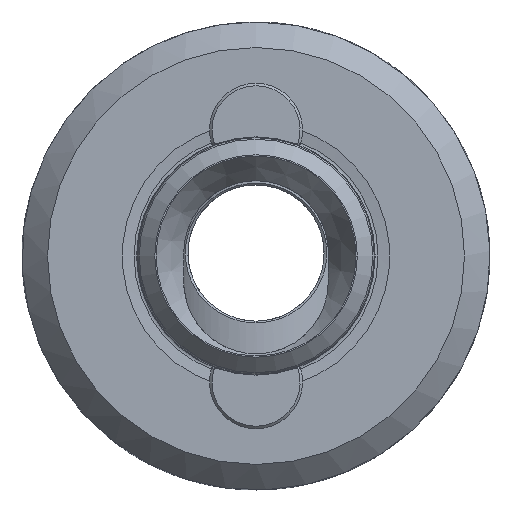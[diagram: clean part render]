
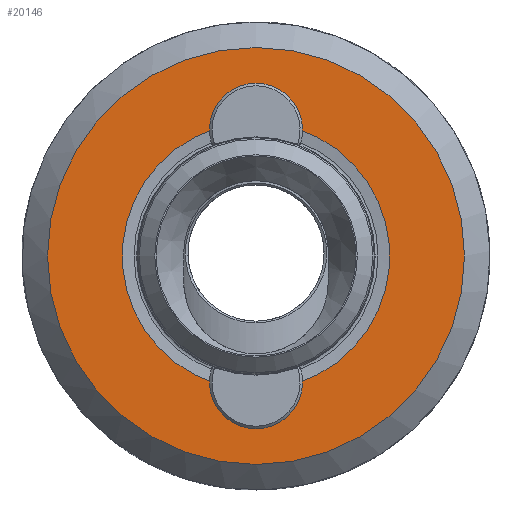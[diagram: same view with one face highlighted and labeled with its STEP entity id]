
A CAD part, left-side view. The second image highlights one B-rep face of the part: STEP entity #20146.
In plain terms, the highlighted planar face has unit normal (-1, 0, 0).
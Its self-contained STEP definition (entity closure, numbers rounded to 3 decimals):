
#320 = EDGE_CURVE ( 'NONE', #27677, #27677, #644, .T. ) ;
#441 = CARTESIAN_POINT ( 'NONE',  ( 0., 2.118, -15.572 ) ) ;
#644 = CIRCLE ( 'NONE', #20400, 24.5 ) ;
#2085 = PLANE ( 'NONE',  #28665 ) ;
#2448 = AXIS2_PLACEMENT_3D ( 'NONE', #23353, #12385, #25404 ) ;
#2466 = DIRECTION ( 'NONE',  ( -1., 0., 0. ) ) ;
#2857 = AXIS2_PLACEMENT_3D ( 'NONE', #24377, #2466, #4876 ) ;
#3331 = FACE_BOUND ( 'NONE', #5495, .T. ) ;
#4021 = DIRECTION ( 'NONE',  ( -1., 0., 0. ) ) ;
#4115 = EDGE_CURVE ( 'NONE', #9192, #16195, #13512, .T. ) ;
#4876 = DIRECTION ( 'NONE',  ( 0., 0., 1. ) ) ;
#5495 = EDGE_LOOP ( 'NONE', ( #25037, #21211, #14054, #22690 ) ) ;
#5606 = EDGE_LOOP ( 'NONE', ( #20595 ) ) ;
#5752 = CARTESIAN_POINT ( 'NONE',  ( 0., 0., 24.5 ) ) ;
#5776 = CARTESIAN_POINT ( 'NONE',  ( 0., -2.118, -15.572 ) ) ;
#6241 = CIRCLE ( 'NONE', #2448, 2.5 ) ;
#6449 = DIRECTION ( 'NONE',  ( 0., 0., -1. ) ) ;
#9192 = VERTEX_POINT ( 'NONE', #5776 ) ;
#10877 = DIRECTION ( 'NONE',  ( 1., 0., 0. ) ) ;
#12385 = DIRECTION ( 'NONE',  ( -1., 0., 0. ) ) ;
#13512 = CIRCLE ( 'NONE', #15925, 15.715 ) ;
#14054 = ORIENTED_EDGE ( 'NONE', *, *, #17559, .F. ) ;
#14875 = DIRECTION ( 'NONE',  ( 0., 0., 1. ) ) ;
#15795 = CIRCLE ( 'NONE', #2857, 15.715 ) ;
#15925 = AXIS2_PLACEMENT_3D ( 'NONE', #19215, #4021, #14875 ) ;
#16010 = CIRCLE ( 'NONE', #24400, 2.5 ) ;
#16023 = CARTESIAN_POINT ( 'NONE',  ( 0., 0., 16.9 ) ) ;
#16195 = VERTEX_POINT ( 'NONE', #17649 ) ;
#17559 = EDGE_CURVE ( 'NONE', #23890, #9192, #6241, .T. ) ;
#17649 = CARTESIAN_POINT ( 'NONE',  ( 0., -2.118, 15.572 ) ) ;
#18129 = DIRECTION ( 'NONE',  ( 0., 0., 1. ) ) ;
#19215 = CARTESIAN_POINT ( 'NONE',  ( 0., 0., 0. ) ) ;
#19228 = EDGE_CURVE ( 'NONE', #16195, #19921, #16010, .T. ) ;
#19285 = CARTESIAN_POINT ( 'NONE',  ( 0., 0., 0. ) ) ;
#19790 = CARTESIAN_POINT ( 'NONE',  ( 0., -15.715, 0. ) ) ;
#19921 = VERTEX_POINT ( 'NONE', #26763 ) ;
#20146 = ADVANCED_FACE ( 'NONE', ( #26924, #3331 ), #2085, .F. ) ;
#20307 = EDGE_CURVE ( 'NONE', #19921, #23890, #15795, .T. ) ;
#20400 = AXIS2_PLACEMENT_3D ( 'NONE', #19285, #28300, #28212 ) ;
#20595 = ORIENTED_EDGE ( 'NONE', *, *, #320, .T. ) ;
#21211 = ORIENTED_EDGE ( 'NONE', *, *, #4115, .F. ) ;
#22690 = ORIENTED_EDGE ( 'NONE', *, *, #20307, .F. ) ;
#23353 = CARTESIAN_POINT ( 'NONE',  ( 0., 0., -16.9 ) ) ;
#23890 = VERTEX_POINT ( 'NONE', #441 ) ;
#24377 = CARTESIAN_POINT ( 'NONE',  ( 0., 0., 0. ) ) ;
#24400 = AXIS2_PLACEMENT_3D ( 'NONE', #16023, #25135, #18129 ) ;
#25037 = ORIENTED_EDGE ( 'NONE', *, *, #19228, .F. ) ;
#25135 = DIRECTION ( 'NONE',  ( -1., 0., 0. ) ) ;
#25404 = DIRECTION ( 'NONE',  ( 0., 0., 1. ) ) ;
#26763 = CARTESIAN_POINT ( 'NONE',  ( 0., 2.118, 15.572 ) ) ;
#26924 = FACE_OUTER_BOUND ( 'NONE', #5606, .T. ) ;
#27677 = VERTEX_POINT ( 'NONE', #5752 ) ;
#28212 = DIRECTION ( 'NONE',  ( 0., 0., 1. ) ) ;
#28300 = DIRECTION ( 'NONE',  ( -1., 0., 0. ) ) ;
#28665 = AXIS2_PLACEMENT_3D ( 'NONE', #19790, #10877, #6449 ) ;
